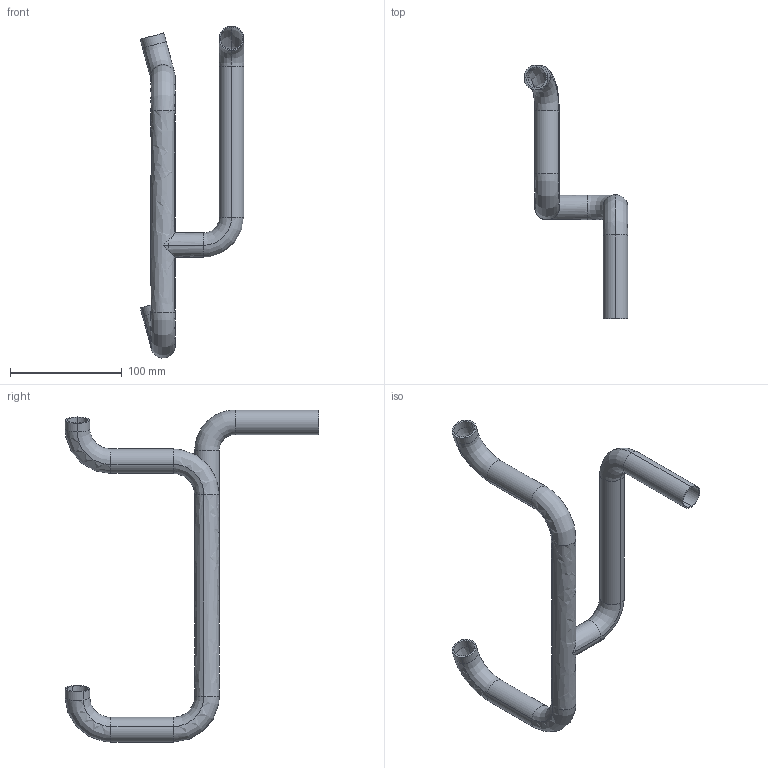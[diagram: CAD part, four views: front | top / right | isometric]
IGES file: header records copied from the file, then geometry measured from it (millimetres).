
Start section:  PTC IGES file: mice19-004.igs
Global section: file name: mice19-004.igs; native system: Pro/ENGINEER by Parametric Technology Corporation; preprocessor: 2004110; author: liuxiaokun; organization: Unknown; date: 080428.080957; units: millimetre
Bounding box: 92.66 x 226.9 x 296.76 mm (x, y, z)
Volume: 72133.7 mm3; surface area: 106228.1 mm2
Topology: 1 solids, 1 shells, 66 faces, 141 edges, 78 vertices
Faces by surface type: revolution 61, bspline 5
